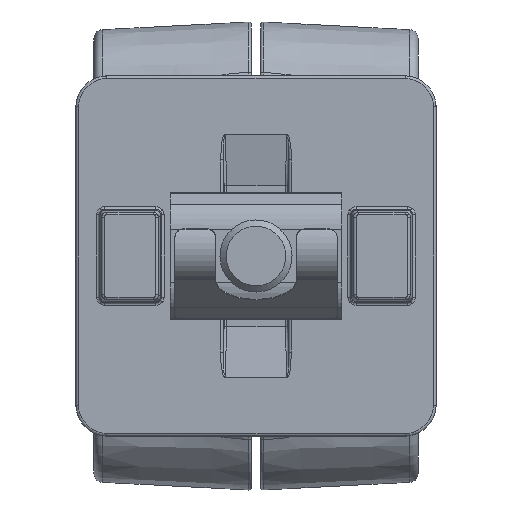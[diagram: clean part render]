
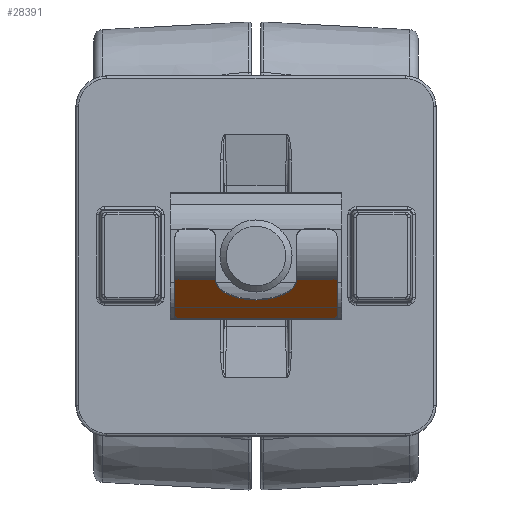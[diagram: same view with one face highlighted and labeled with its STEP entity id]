
A CAD part, front view. The second image highlights one B-rep face of the part: STEP entity #28391.
In plain terms, the highlighted face is planar.
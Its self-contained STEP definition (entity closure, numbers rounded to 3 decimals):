
#437=PLANE('',#31774);
#1780=LINE('',#83399,#2976);
#1782=LINE('',#83430,#2978);
#1796=LINE('',#83517,#2992);
#1797=LINE('',#83520,#2993);
#1798=LINE('',#83522,#2994);
#1799=LINE('',#83525,#2995);
#1800=LINE('',#83527,#2996);
#2976=VECTOR('',#39398,1000.);
#2978=VECTOR('',#39406,1000.);
#2992=VECTOR('',#39446,1000.);
#2993=VECTOR('',#39449,1000.);
#2994=VECTOR('',#39450,1000.);
#2995=VECTOR('',#39453,1000.);
#2996=VECTOR('',#39454,1000.);
#6763=FACE_OUTER_BOUND('',#8612,.T.);
#8612=EDGE_LOOP('',(#25708,#25709,#25710,#25711,#25712,#25713,#25714,#25715,
#25716,#25717));
#10396=CIRCLE('',#31775,0.5);
#10397=CIRCLE('',#31776,4.5);
#10398=CIRCLE('',#31777,0.5);
#12880=VERTEX_POINT('',#83370);
#12885=VERTEX_POINT('',#83397);
#12886=VERTEX_POINT('',#83401);
#12891=VERTEX_POINT('',#83428);
#12910=VERTEX_POINT('',#83515);
#12911=VERTEX_POINT('',#83516);
#12912=VERTEX_POINT('',#83518);
#12913=VERTEX_POINT('',#83521);
#12914=VERTEX_POINT('',#83523);
#12915=VERTEX_POINT('',#83526);
#17159=EDGE_CURVE('',#12885,#12880,#1780,.T.);
#17165=EDGE_CURVE('',#12891,#12886,#1782,.T.);
#17190=EDGE_CURVE('',#12910,#12911,#1796,.T.);
#17191=EDGE_CURVE('',#12911,#12912,#10396,.T.);
#17192=EDGE_CURVE('',#12912,#12886,#1797,.T.);
#17193=EDGE_CURVE('',#12913,#12891,#1798,.T.);
#17194=EDGE_CURVE('',#12914,#12913,#10397,.T.);
#17195=EDGE_CURVE('',#12914,#12880,#1799,.T.);
#17196=EDGE_CURVE('',#12915,#12885,#1800,.T.);
#17197=EDGE_CURVE('',#12915,#12910,#10398,.T.);
#25708=ORIENTED_EDGE('',*,*,#17190,.T.);
#25709=ORIENTED_EDGE('',*,*,#17191,.T.);
#25710=ORIENTED_EDGE('',*,*,#17192,.T.);
#25711=ORIENTED_EDGE('',*,*,#17165,.F.);
#25712=ORIENTED_EDGE('',*,*,#17193,.F.);
#25713=ORIENTED_EDGE('',*,*,#17194,.F.);
#25714=ORIENTED_EDGE('',*,*,#17195,.T.);
#25715=ORIENTED_EDGE('',*,*,#17159,.F.);
#25716=ORIENTED_EDGE('',*,*,#17196,.F.);
#25717=ORIENTED_EDGE('',*,*,#17197,.T.);
#28391=ADVANCED_FACE('',(#6763),#437,.F.);
#31774=AXIS2_PLACEMENT_3D('',#83514,#39444,#39445);
#31775=AXIS2_PLACEMENT_3D('',#83519,#39447,#39448);
#31776=AXIS2_PLACEMENT_3D('',#83524,#39451,#39452);
#31777=AXIS2_PLACEMENT_3D('',#83528,#39455,#39456);
#39398=DIRECTION('',(0.,0.,-1.));
#39406=DIRECTION('',(0.,0.,-1.));
#39444=DIRECTION('center_axis',(0.866,0.5,0.));
#39445=DIRECTION('ref_axis',(-0.5,0.866,0.));
#39446=DIRECTION('',(0.,0.,-1.));
#39447=DIRECTION('center_axis',(-0.866,-0.5,0.));
#39448=DIRECTION('ref_axis',(-0.5,0.866,0.));
#39449=DIRECTION('',(0.5,-0.866,0.));
#39450=DIRECTION('',(0.5,-0.866,0.));
#39451=DIRECTION('center_axis',(-0.866,-0.5,0.));
#39452=DIRECTION('ref_axis',(0.5,-0.866,0.));
#39453=DIRECTION('',(0.5,-0.866,0.));
#39454=DIRECTION('',(0.5,-0.866,0.));
#39455=DIRECTION('center_axis',(-0.866,-0.5,0.));
#39456=DIRECTION('ref_axis',(-0.5,0.866,0.));
#83370=CARTESIAN_POINT('',(-2.572,-9.75,4.5));
#83397=CARTESIAN_POINT('',(-2.572,-9.75,9.));
#83399=CARTESIAN_POINT('',(-2.572,-9.75,9.));
#83401=CARTESIAN_POINT('',(-2.572,-9.75,-9.));
#83428=CARTESIAN_POINT('',(-2.572,-9.75,-4.5));
#83430=CARTESIAN_POINT('',(-2.572,-9.75,9.));
#83514=CARTESIAN_POINT('Origin',(-7.046,-2.,9.));
#83515=CARTESIAN_POINT('',(-7.046,-2.,8.5));
#83516=CARTESIAN_POINT('',(-7.046,-2.,-8.5));
#83517=CARTESIAN_POINT('',(-7.046,-2.,9.));
#83518=CARTESIAN_POINT('',(-6.796,-2.433,-9.));
#83519=CARTESIAN_POINT('Origin',(-6.796,-2.433,-8.5));
#83520=CARTESIAN_POINT('',(-7.046,-2.,-9.));
#83521=CARTESIAN_POINT('',(-2.641,-9.63,-4.5));
#83522=CARTESIAN_POINT('',(-2.641,-9.63,-4.5));
#83523=CARTESIAN_POINT('',(-2.641,-9.63,4.5));
#83524=CARTESIAN_POINT('Origin',(-2.641,-9.63,0.));
#83525=CARTESIAN_POINT('',(-7.046,-2.,4.5));
#83526=CARTESIAN_POINT('',(-6.796,-2.433,9.));
#83527=CARTESIAN_POINT('',(-7.046,-2.,9.));
#83528=CARTESIAN_POINT('Origin',(-6.796,-2.433,8.5));
